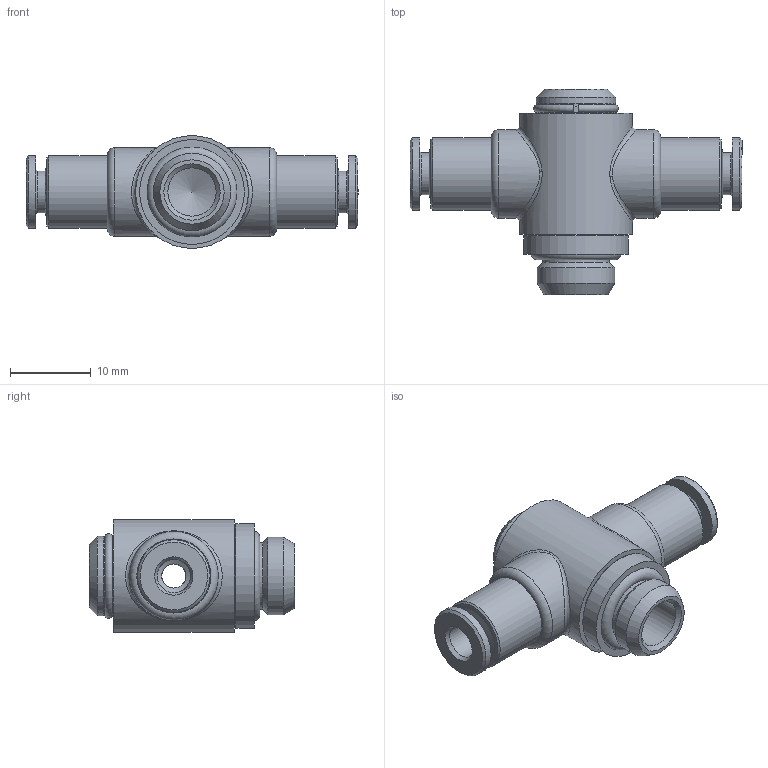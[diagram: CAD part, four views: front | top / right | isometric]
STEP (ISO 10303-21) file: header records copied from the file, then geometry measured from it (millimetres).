
FILE_DESCRIPTION(/* description */ ('STEP AP214'),/* implementation_level */ '2;1');
FILE_NAME(/* name */ 'A0120011',/* time_stamp */ '2023-04-21T12:11:45+02:00',/* author */ ('License CC BY-ND 4.0'),/* organization */ ('CADENAS'),/* preprocessor_version */ 'ST-DEVELOPER v19.3',/* originating_system */ 'PARTsolutions',/* authorisation */ ' ');
FILE_SCHEMA (('AUTOMOTIVE_DESIGN {1 0 10303 214 3 1 1}'));
Length unit declared in the file: metre
Products named in the file (2): A0120011; A0120011_PART1
Assembly tree (1 placements, depth 2):
  A0120011
    A0120011_PART1
Bounding box: 41.2 x 25.5 x 14 mm (x, y, z)
Volume: 4144.8 mm3; surface area: 3096.9 mm2
Topology: 1 solids, 1 shells, 80 faces, 178 edges, 113 vertices
Faces by surface type: plane 30, cylinder 22, cone 20, torus 4, bspline 4
Full cylindrical faces by diameter (mm): 3 x2, 4 x1, 4.15 x2, 5.2 x2, 6 x1, 8.3 x1, 8.75 x1, 9 x4, 9.6 x1, 9.85 x2, 11 x2, 13 x1, 14 x1
Entity records: 3317 total; most frequent: CARTESIAN_POINT 1227, DIRECTION 318, ORIENTED_EDGE 230, AXIS2_PLACEMENT_3D 147, FACE_BOUND 143, EDGE_LOOP 141, EDGE_CURVE 115, VERTEX_POINT 96
